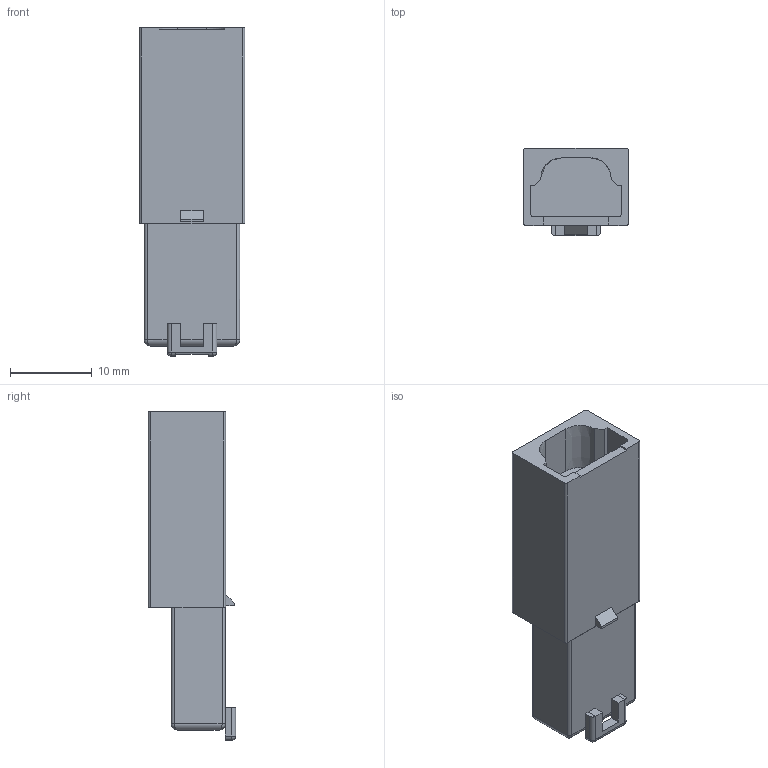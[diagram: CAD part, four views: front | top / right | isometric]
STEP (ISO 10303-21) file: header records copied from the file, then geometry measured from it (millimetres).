
FILE_DESCRIPTION(('CATIA V5 STEP Exchange','CAx-IF Rec.Pracs.--- Model Styling and Organization---1.4--- 2014-01-23'),'2;1');
FILE_NAME ('007075-4_0', '2022-05-19T08:34:54+00:00', ('none'), ('Weidmueller'), 'CATIA Version 5-6 Release 2016 SP3 HF44', 'CATIA V5 STEP AP214', 'none');
FILE_SCHEMA(('AUTOMOTIVE_DESIGN { 1 0 10303 214 1 1 1 1 }'));
Length unit declared in the file: millimetre
Products named in the file (1): 1132020000
Bounding box: 12.9 x 10.67 x 40.18 mm (x, y, z)
Volume: 3577.6 mm3; surface area: 2353.4 mm2
Topology: 1 solids, 1 shells, 114 faces, 317 edges, 199 vertices
Faces by surface type: plane 78, cylinder 28, bspline 4, sphere 2, extrusion 2
Entity records: 3775 total; most frequent: CARTESIAN_POINT 1048, ORIENTED_EDGE 622, DIRECTION 451, EDGE_CURVE 311, VECTOR 248, LINE 246, VERTEX_POINT 199, AXIS2_PLACEMENT_3D 125
